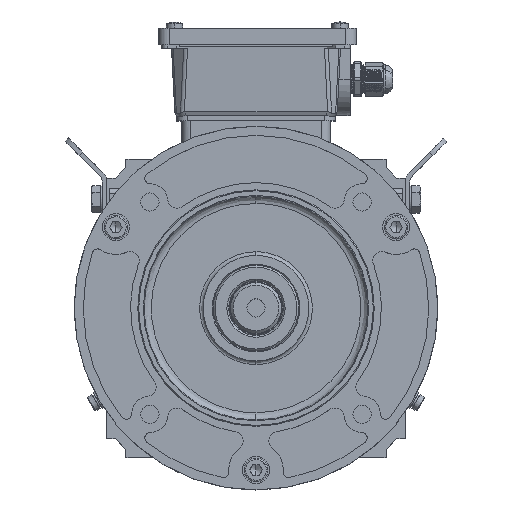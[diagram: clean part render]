
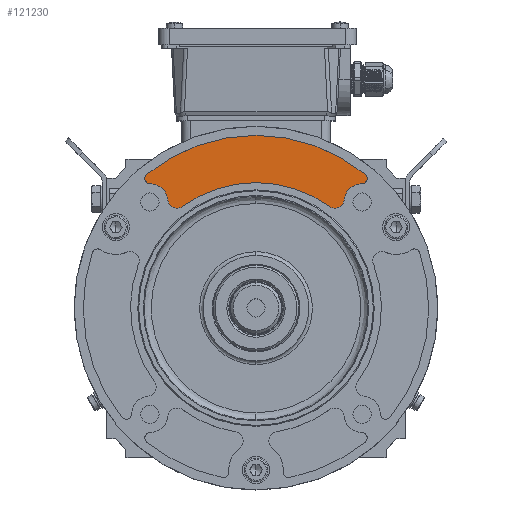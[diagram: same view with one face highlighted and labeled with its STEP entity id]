
A CAD part, top view. The second image highlights one B-rep face of the part: STEP entity #121230.
In plain terms, the highlighted planar face has unit normal (0, 0, 1).
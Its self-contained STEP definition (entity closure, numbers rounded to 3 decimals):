
#2797 = ORIENTED_EDGE ( 'NONE', *, *, #191039, .T. ) ;
#9612 = VERTEX_POINT ( 'NONE', #78293 ) ;
#19778 = EDGE_CURVE ( 'NONE', #20890, #311516, #151238, .T. ) ;
#20890 = VERTEX_POINT ( 'NONE', #304802 ) ;
#23474 = AXIS2_PLACEMENT_3D ( 'NONE', #283422, #70661, #178685 ) ;
#24301 = DIRECTION ( 'NONE',  ( 0., -1., 0. ) ) ;
#27742 = PLANE ( 'NONE',  #211886 ) ;
#35770 = EDGE_CURVE ( 'NONE', #301662, #311569, #219490, .T. ) ;
#36321 = CIRCLE ( 'NONE', #101175, 69. ) ;
#39443 = ORIENTED_EDGE ( 'NONE', *, *, #263777, .F. ) ;
#40528 = DIRECTION ( 'NONE',  ( 0., 0., 1. ) ) ;
#43900 = CARTESIAN_POINT ( 'NONE',  ( 50.866, 58.441, 131.75 ) ) ;
#54046 = EDGE_CURVE ( 'NONE', #320624, #311569, #239958, .T. ) ;
#56055 = VERTEX_POINT ( 'NONE', #308899 ) ;
#58184 = DIRECTION ( 'NONE',  ( 0., 0., 1. ) ) ;
#62585 = ORIENTED_EDGE ( 'NONE', *, *, #54046, .F. ) ;
#69809 = CARTESIAN_POINT ( 'NONE',  ( -67.464, 43.117, 131.75 ) ) ;
#70661 = DIRECTION ( 'NONE',  ( 0., 0., 1. ) ) ;
#78293 = CARTESIAN_POINT ( 'NONE',  ( 31.359, 40.654, 131.75 ) ) ;
#86604 = EDGE_LOOP ( 'NONE', ( #236022, #62585, #2797, #39443, #110709, #237425, #180636, #175674 ) ) ;
#95939 = CARTESIAN_POINT ( 'NONE',  ( 49.209, 43.117, 131.75 ) ) ;
#96835 = DIRECTION ( 'NONE',  ( 0., 0., 1. ) ) ;
#101175 = AXIS2_PLACEMENT_3D ( 'NONE', #122773, #40528, #146300 ) ;
#110709 = ORIENTED_EDGE ( 'NONE', *, *, #274436, .T. ) ;
#114305 = CARTESIAN_POINT ( 'NONE',  ( 48.971, 56.114, 131.75 ) ) ;
#117455 = DIRECTION ( 'NONE',  ( 0., 0., 1. ) ) ;
#120640 = DIRECTION ( 'NONE',  ( 0., 1., 0. ) ) ;
#121230 = ADVANCED_FACE ( 'NONE', ( #128270 ), #27742, .F. ) ;
#122773 = CARTESIAN_POINT ( 'NONE',  ( -9.128, -15.22, 131.75 ) ) ;
#128270 = FACE_OUTER_BOUND ( 'NONE', #86604, .T. ) ;
#131236 = CARTESIAN_POINT ( 'NONE',  ( -9.128, 84.78, 131.75 ) ) ;
#133278 = DIRECTION ( 'NONE',  ( 0., -1., 0. ) ) ;
#146300 = DIRECTION ( 'NONE',  ( 0., -1., 0. ) ) ;
#150801 = EDGE_CURVE ( 'NONE', #231474, #301662, #211423, .T. ) ;
#151238 = CIRCLE ( 'NONE', #292335, 10. ) ;
#163888 = CARTESIAN_POINT ( 'NONE',  ( -67.226, 56.114, 131.75 ) ) ;
#174475 = AXIS2_PLACEMENT_3D ( 'NONE', #163888, #58184, #216872 ) ;
#175674 = ORIENTED_EDGE ( 'NONE', *, *, #150801, .T. ) ;
#178685 = DIRECTION ( 'NONE',  ( 0., 1., 0. ) ) ;
#180636 = ORIENTED_EDGE ( 'NONE', *, *, #267405, .T. ) ;
#190000 = CIRCLE ( 'NONE', #23474, 5. ) ;
#191039 = EDGE_CURVE ( 'NONE', #320624, #56055, #190000, .T. ) ;
#193506 = CARTESIAN_POINT ( 'NONE',  ( -69.121, 58.441, 131.75 ) ) ;
#197687 = DIRECTION ( 'NONE',  ( 0., 0., 1. ) ) ;
#206056 = DIRECTION ( 'NONE',  ( 0., 1., 0. ) ) ;
#211423 = CIRCLE ( 'NONE', #238132, 95. ) ;
#211886 = AXIS2_PLACEMENT_3D ( 'NONE', #131236, #215733, #24301 ) ;
#214527 = CARTESIAN_POINT ( 'NONE',  ( -57.52, 44.174, 131.75 ) ) ;
#215733 = DIRECTION ( 'NONE',  ( 0., 0., -1. ) ) ;
#216872 = DIRECTION ( 'NONE',  ( 0., 1., 0. ) ) ;
#219118 = CIRCLE ( 'NONE', #280443, 5. ) ;
#219490 = CIRCLE ( 'NONE', #174475, 3. ) ;
#224400 = DIRECTION ( 'NONE',  ( 0., 1., 0. ) ) ;
#231474 = VERTEX_POINT ( 'NONE', #43900 ) ;
#232218 = DIRECTION ( 'NONE',  ( 0., 0., 1. ) ) ;
#236022 = ORIENTED_EDGE ( 'NONE', *, *, #35770, .T. ) ;
#237425 = ORIENTED_EDGE ( 'NONE', *, *, #19778, .F. ) ;
#238132 = AXIS2_PLACEMENT_3D ( 'NONE', #347124, #240254, #133278 ) ;
#239958 = CIRCLE ( 'NONE', #313506, 10. ) ;
#240254 = DIRECTION ( 'NONE',  ( 0., 0., 1. ) ) ;
#263777 = EDGE_CURVE ( 'NONE', #9612, #56055, #36321, .T. ) ;
#267049 = CIRCLE ( 'NONE', #283957, 3. ) ;
#267405 = EDGE_CURVE ( 'NONE', #20890, #231474, #267049, .T. ) ;
#274436 = EDGE_CURVE ( 'NONE', #9612, #311516, #219118, .T. ) ;
#280443 = AXIS2_PLACEMENT_3D ( 'NONE', #301999, #117455, #224400 ) ;
#283422 = CARTESIAN_POINT ( 'NONE',  ( -52.548, 44.703, 131.75 ) ) ;
#283957 = AXIS2_PLACEMENT_3D ( 'NONE', #114305, #197687, #302327 ) ;
#292335 = AXIS2_PLACEMENT_3D ( 'NONE', #95939, #232218, #120640 ) ;
#299430 = CARTESIAN_POINT ( 'NONE',  ( -67.281, 53.115, 131.75 ) ) ;
#301662 = VERTEX_POINT ( 'NONE', #193506 ) ;
#301999 = CARTESIAN_POINT ( 'NONE',  ( 34.293, 44.703, 131.75 ) ) ;
#302327 = DIRECTION ( 'NONE',  ( 0., 1., 0. ) ) ;
#304802 = CARTESIAN_POINT ( 'NONE',  ( 49.026, 53.115, 131.75 ) ) ;
#308899 = CARTESIAN_POINT ( 'NONE',  ( -49.614, 40.654, 131.75 ) ) ;
#311516 = VERTEX_POINT ( 'NONE', #345203 ) ;
#311569 = VERTEX_POINT ( 'NONE', #299430 ) ;
#313506 = AXIS2_PLACEMENT_3D ( 'NONE', #69809, #96835, #206056 ) ;
#320624 = VERTEX_POINT ( 'NONE', #214527 ) ;
#345203 = CARTESIAN_POINT ( 'NONE',  ( 39.265, 44.174, 131.75 ) ) ;
#347124 = CARTESIAN_POINT ( 'NONE',  ( -9.128, -15.22, 131.75 ) ) ;
